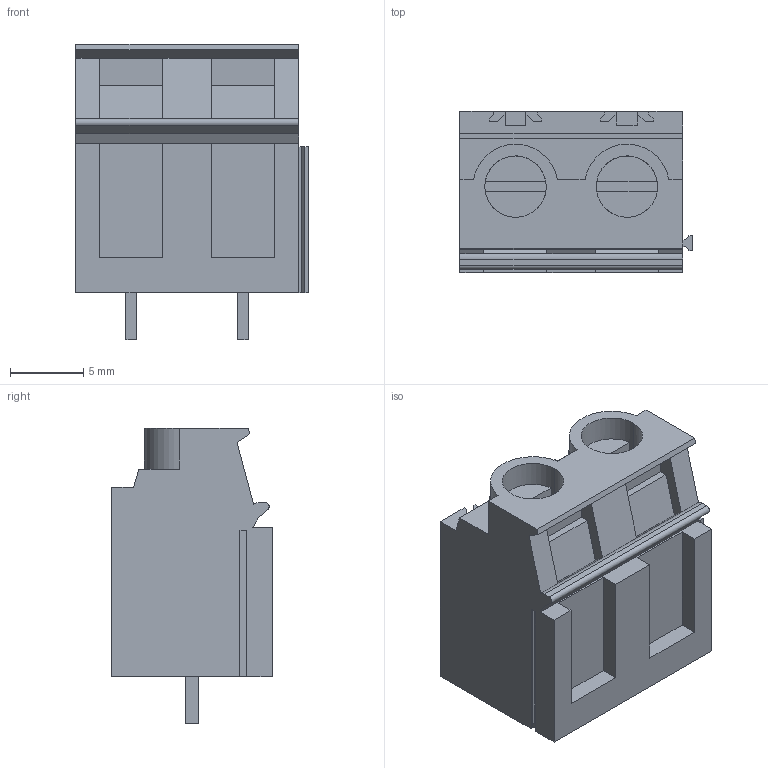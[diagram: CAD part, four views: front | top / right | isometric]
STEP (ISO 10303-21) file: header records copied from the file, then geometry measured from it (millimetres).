
FILE_DESCRIPTION(('CATIA V5 STEP Exchange','CAx-IF Rec.Pracs.--- Model Styling and Organization---1.2---2011-12-15'),'2;1');
FILE_NAME ('D1453020_0_1594460000_1594460000.stp','2018-03-05T15:51:18+00:00',('none'),('Weidmueller'),'CATIA Version 5-6 Release 2014','CATIA V5 STEP AP214','none');
FILE_SCHEMA(('AUTOMOTIVE_DESIGN { 1 0 10303 214 1 1 1 1 }'));
Length unit declared in the file: millimetre
Products named in the file (1): 1594460000
Bounding box: 15.89 x 11 x 20.2 mm (x, y, z)
Volume: 2097.8 mm3; surface area: 1826.4 mm2
Topology: 5 solids, 5 shells, 182 faces, 493 edges, 326 vertices
Faces by surface type: plane 170, cylinder 12
Entity records: 5632 total; most frequent: CARTESIAN_POINT 1105, ORIENTED_EDGE 986, DIRECTION 735, EDGE_CURVE 493, VECTOR 461, LINE 461, VERTEX_POINT 326, EDGE_LOOP 187
